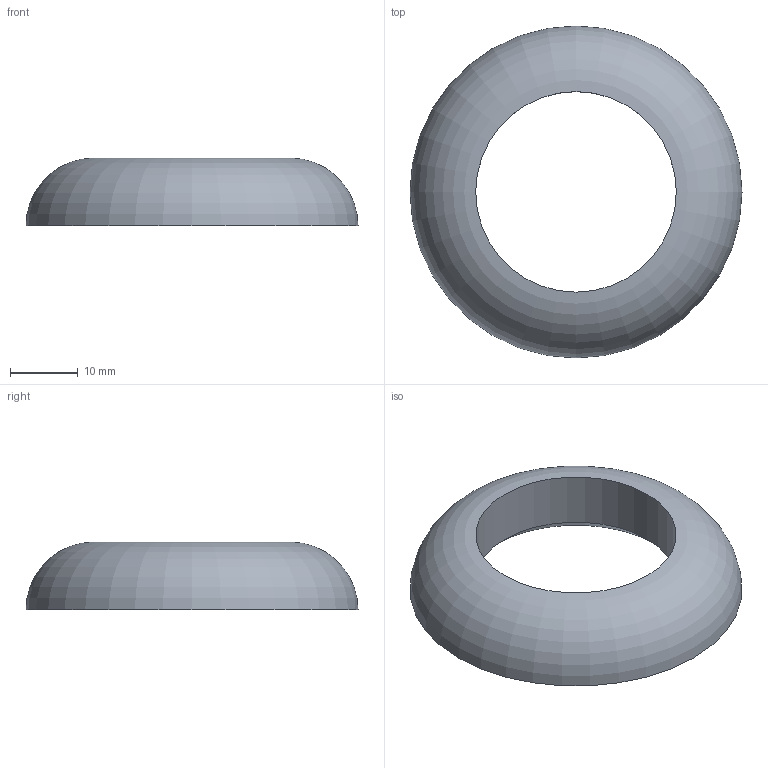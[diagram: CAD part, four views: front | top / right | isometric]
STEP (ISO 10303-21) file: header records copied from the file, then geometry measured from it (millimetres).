
FILE_DESCRIPTION(/* description */ (''),/* implementation_level */ '2;1');
FILE_NAME(/* name */ 'doughnut top.step',/* time_stamp */ '2025-11-09T19:01:30+01:00',/* author */ (''),/* organization */ (''),/* preprocessor_version */ 'ST-DEVELOPER v20.1',/* originating_system */ 'Autodesk Translation Framework v14.21.0.0',/* authorisation */ '');
FILE_SCHEMA (('AUTOMOTIVE_DESIGN { 1 0 10303 214 3 1 1 }'));
Length unit declared in the file: millimetre
Products named in the file (1): half
Bounding box: 49 x 49 x 10 mm (x, y, z)
Volume: 7349.6 mm3; surface area: 5373.8 mm2
Topology: 1 solids, 1 shells, 19 faces, 43 edges, 28 vertices
Faces by surface type: cylinder 6, plane 6, bspline 3, cone 3, torus 1
Full cylindrical faces by diameter (mm): 29.6 x1, 36.849 x2, 42.849 x1
Entity records: 1619 total; most frequent: CARTESIAN_POINT 1177, ORIENTED_EDGE 86, DIRECTION 76, EDGE_CURVE 43, AXIS2_PLACEMENT_3D 31, VERTEX_POINT 28, EDGE_LOOP 23, FACE_OUTER_BOUND 19
